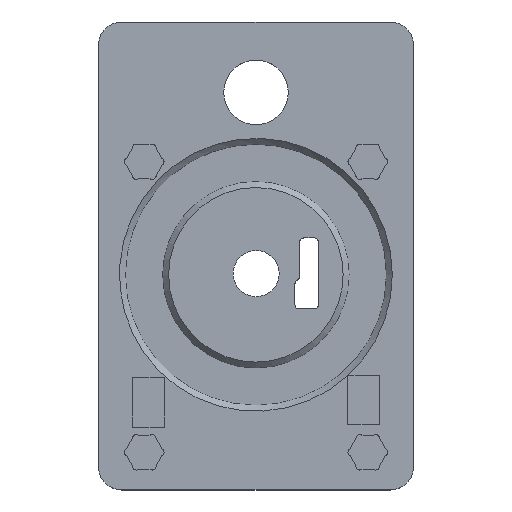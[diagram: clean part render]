
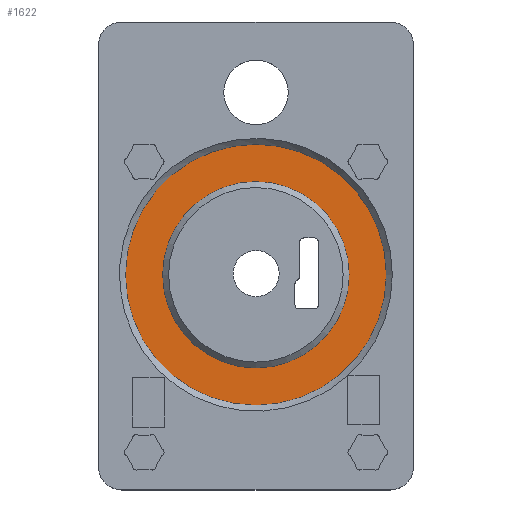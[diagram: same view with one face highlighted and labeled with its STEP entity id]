
A CAD part, top view. The second image highlights one B-rep face of the part: STEP entity #1622.
In plain terms, the highlighted planar face has unit normal (0, 0, 1).
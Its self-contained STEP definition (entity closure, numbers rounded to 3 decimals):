
#19=FACE_BOUND('',#184,.T.);
#32=PLANE('',#1743);
#90=FACE_OUTER_BOUND('',#183,.T.);
#183=EDGE_LOOP('',(#1130));
#184=EDGE_LOOP('',(#1131));
#608=CIRCLE('',#1727,15.875);
#619=CIRCLE('',#1742,22.25);
#687=VERTEX_POINT('',#2409);
#708=VERTEX_POINT('',#2462);
#852=EDGE_CURVE('',#687,#687,#608,.F.);
#876=EDGE_CURVE('',#708,#708,#619,.F.);
#1130=ORIENTED_EDGE('',*,*,#876,.T.);
#1131=ORIENTED_EDGE('',*,*,#852,.T.);
#1622=ADVANCED_FACE('',(#90,#19),#32,.F.);
#1727=AXIS2_PLACEMENT_3D('',#2411,#1909,#1910);
#1742=AXIS2_PLACEMENT_3D('',#2464,#1950,#1951);
#1743=AXIS2_PLACEMENT_3D('',#2465,#1952,#1953);
#1909=DIRECTION('center_axis',(0.,0.,1.));
#1910=DIRECTION('ref_axis',(-1.,0.,0.));
#1950=DIRECTION('center_axis',(0.,0.,-1.));
#1951=DIRECTION('ref_axis',(-1.,0.,0.));
#1952=DIRECTION('center_axis',(0.,0.,-1.));
#1953=DIRECTION('ref_axis',(-1.,0.,0.));
#2409=CARTESIAN_POINT('',(42.714,36.666,-2.2));
#2411=CARTESIAN_POINT('Origin',(26.839,36.666,-2.2));
#2462=CARTESIAN_POINT('',(49.089,36.666,-2.2));
#2464=CARTESIAN_POINT('Origin',(26.839,36.666,-2.2));
#2465=CARTESIAN_POINT('Origin',(26.839,36.666,-2.2));
